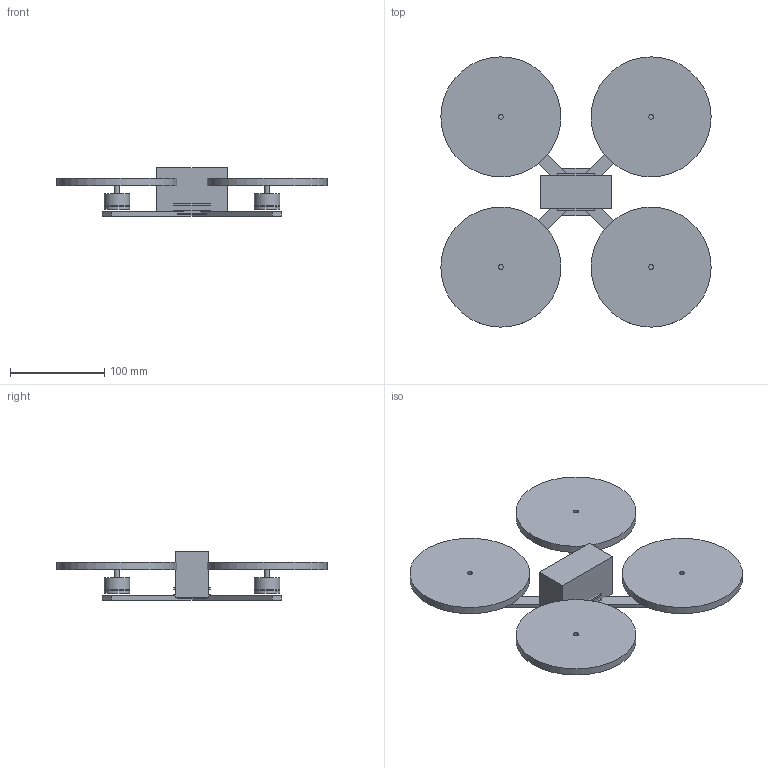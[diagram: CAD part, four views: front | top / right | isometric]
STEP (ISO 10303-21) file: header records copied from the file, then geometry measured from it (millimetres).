
FILE_DESCRIPTION(('Open CASCADE Model'),'2;1');
FILE_NAME('Open CASCADE Shape Model','2025-11-25T07:30:17',('Author'),( 'Open CASCADE'),'Open CASCADE STEP processor 7.8','Open CASCADE 7.8' ,'Unknown');
FILE_SCHEMA(('AUTOMOTIVE_DESIGN { 1 0 10303 214 1 1 1 1 }'));
Length unit declared in the file: millimetre
Products named in the file (7): e192a130-ca02-11f0-bdda-593619255cc2; chassis; motor_fl; prop_fl; prop_rl; fc_stack; battery
Assembly tree (11 placements, depth 2):
  e192a130-ca02-11f0-bdda-593619255cc2
    chassis
    motor_fl  x4
    prop_fl  x2
    prop_rl  x2
    fc_stack
    battery
Bounding box: 286.1 x 286.1 x 51.5 mm (x, y, z)
Volume: 612779 mm3; surface area: 173895.4 mm2
Topology: 12 solids, 12 shells, 156 faces, 300 edges, 200 vertices
Faces by surface type: plane 92, cylinder 64
Full cylindrical faces by diameter (mm): 3 x16, 3.2 x20, 5 x8, 5.2 x4, 6 x4, 27 x8, 127 x4
Entity records: 5916 total; most frequent: CARTESIAN_POINT 1175, DIRECTION 865, LINE 440, VECTOR 440, ORIENTED_EDGE 432, PCURVE 432, DEFINITIONAL_REPRESENTATION 432, EDGE_CURVE 216
